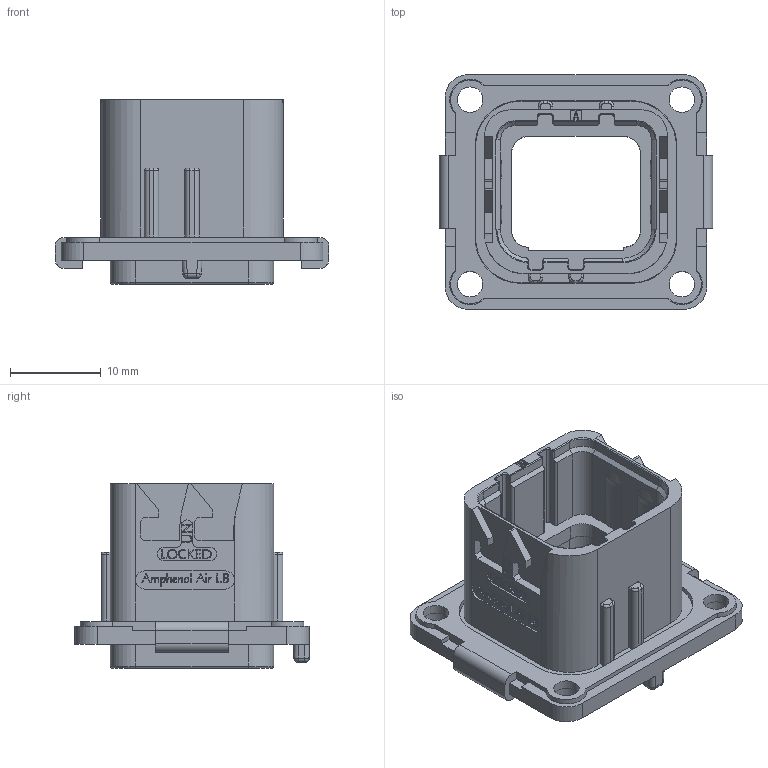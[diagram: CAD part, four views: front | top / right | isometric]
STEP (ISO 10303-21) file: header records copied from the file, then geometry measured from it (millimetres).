
FILE_DESCRIPTION((''),'2;1');
FILE_NAME('SIM2B25A010','2019-10-22T',('presta_be4'),(''),'CREO PARAMETRIC BY PTC INC, 2018360','CREO PARAMETRIC BY PTC INC, 2018360','');
FILE_SCHEMA(('CONFIG_CONTROL_DESIGN'));
Length unit declared in the file: millimetre
Products named in the file (1): SIM2B25A010
Bounding box: 30.1 x 25.8 x 20.33 mm (x, y, z)
Volume: 3416.2 mm3; surface area: 4239 mm2
Topology: 1 solids, 1 shells, 1585 faces, 4358 edges, 2859 vertices
Faces by surface type: plane 846, extrusion 514, cylinder 165, torus 28, sphere 20, cone 8, bspline 4
Entity records: 51887 total; most frequent: CARTESIAN_POINT 13410, ORIENTED_EDGE 8700, DIRECTION 6264, EDGE_CURVE 4350, VECTOR 3436, LINE 2922, VERTEX_POINT 2859, EDGE_LOOP 1687
